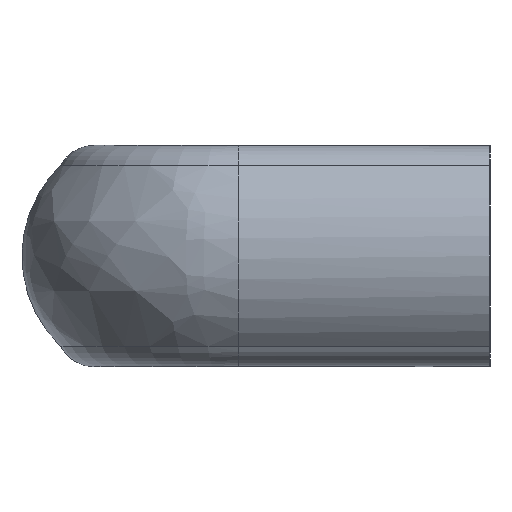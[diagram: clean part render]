
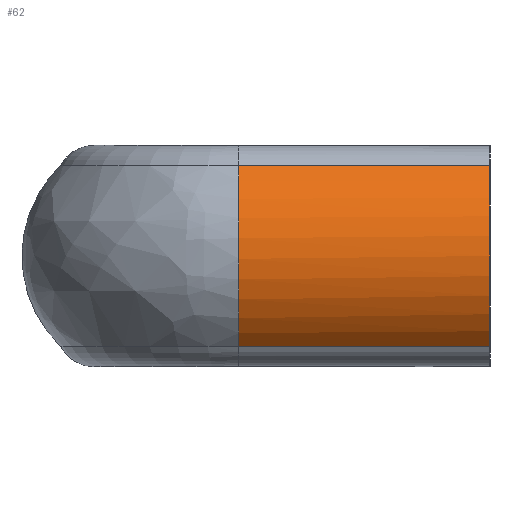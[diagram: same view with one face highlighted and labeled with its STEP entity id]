
A CAD part, left-side view. The second image highlights one B-rep face of the part: STEP entity #62.
In plain terms, the highlighted cylindrical face has radius 14.709 mm (diameter 29.418 mm), a partial arc.
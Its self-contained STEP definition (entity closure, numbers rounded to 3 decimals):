
#62 = ADVANCED_FACE( '', ( #142 ), #143, .T. );
#142 = FACE_OUTER_BOUND( '', #241, .T. );
#143 = CYLINDRICAL_SURFACE( '', #242, 14.709 );
#241 = EDGE_LOOP( '', ( #397, #398, #399, #400 ) );
#242 = AXIS2_PLACEMENT_3D( '', #401, #402, #403 );
#397 = ORIENTED_EDGE( '', *, *, #589, .T. );
#398 = ORIENTED_EDGE( '', *, *, #590, .F. );
#399 = ORIENTED_EDGE( '', *, *, #591, .F. );
#400 = ORIENTED_EDGE( '', *, *, #592, .T. );
#401 = CARTESIAN_POINT( '', ( 14.71, 0., 0. ) );
#402 = DIRECTION( '', ( 0., -1., 0. ) );
#403 = DIRECTION( '', ( 0., 0., 1. ) );
#589 = EDGE_CURVE( '', #683, #684, #685, .T. );
#590 = EDGE_CURVE( '', #686, #684, #687, .T. );
#591 = EDGE_CURVE( '', #688, #686, #689, .T. );
#592 = EDGE_CURVE( '', #688, #683, #690, .T. );
#683 = VERTEX_POINT( '', #838 );
#684 = VERTEX_POINT( '', #839 );
#685 = B_SPLINE_CURVE_WITH_KNOTS( '', 3, ( #840, #841, #842, #843, #844, #845, #846, #847, #848, #849, #850, #851, #852, #853, #854, #855, #856, #857 ), .UNSPECIFIED., .F., .F., ( 4, 2, 2, 2, 2, 2, 2, 2, 4 ), ( 0., 0.125, 0.25, 0.375, 0.5, 0.625, 0.75, 0.875, 1. ), .UNSPECIFIED. );
#686 = VERTEX_POINT( '', #858 );
#687 = LINE( '', #859, #860 );
#688 = VERTEX_POINT( '', #861 );
#689 = CIRCLE( '', #862, 14.709 );
#690 = LINE( '', #863, #864 );
#838 = CARTESIAN_POINT( '', ( 4.529, 29.5, 10.616 ) );
#839 = CARTESIAN_POINT( '', ( 4.529, 29.5, -10.617 ) );
#840 = CARTESIAN_POINT( '', ( 4.529, 29.5, 10.616 ) );
#841 = CARTESIAN_POINT( '', ( 3.816, 29.5, 9.932 ) );
#842 = CARTESIAN_POINT( '', ( 3.172, 29.5, 9.176 ) );
#843 = CARTESIAN_POINT( '', ( 2.048, 29.5, 7.55 ) );
#844 = CARTESIAN_POINT( '', ( 1.568, 29.5, 6.68 ) );
#845 = CARTESIAN_POINT( '', ( 0.793, 29.5, 4.862 ) );
#846 = CARTESIAN_POINT( '', ( 0.497, 29.5, 3.913 ) );
#847 = CARTESIAN_POINT( '', ( 0.101, 29.5, 1.977 ) );
#848 = CARTESIAN_POINT( '', ( 0.001, 29.5, 0.988 ) );
#849 = CARTESIAN_POINT( '', ( 0.001, 29.5, -0.988 ) );
#850 = CARTESIAN_POINT( '', ( 0.101, 29.5, -1.977 ) );
#851 = CARTESIAN_POINT( '', ( 0.497, 29.5, -3.913 ) );
#852 = CARTESIAN_POINT( '', ( 0.793, 29.5, -4.862 ) );
#853 = CARTESIAN_POINT( '', ( 1.568, 29.5, -6.68 ) );
#854 = CARTESIAN_POINT( '', ( 2.048, 29.5, -7.55 ) );
#855 = CARTESIAN_POINT( '', ( 3.172, 29.5, -9.176 ) );
#856 = CARTESIAN_POINT( '', ( 3.816, 29.5, -9.932 ) );
#857 = CARTESIAN_POINT( '', ( 4.529, 29.5, -10.616 ) );
#858 = CARTESIAN_POINT( '', ( 4.529, 0., -10.616 ) );
#859 = CARTESIAN_POINT( '', ( 4.529, 0., -10.616 ) );
#860 = VECTOR( '', #1110, 1000. );
#861 = CARTESIAN_POINT( '', ( 4.529, 0., 10.616 ) );
#862 = AXIS2_PLACEMENT_3D( '', #1111, #1112, #1113 );
#863 = CARTESIAN_POINT( '', ( 4.529, 0., 10.616 ) );
#864 = VECTOR( '', #1114, 1000. );
#1110 = DIRECTION( '', ( 0., 1., 0. ) );
#1111 = CARTESIAN_POINT( '', ( 14.71, 0., 0. ) );
#1112 = DIRECTION( '', ( 0., -1., 0. ) );
#1113 = DIRECTION( '', ( 0., 0., 1. ) );
#1114 = DIRECTION( '', ( 0., 1., 0. ) );
